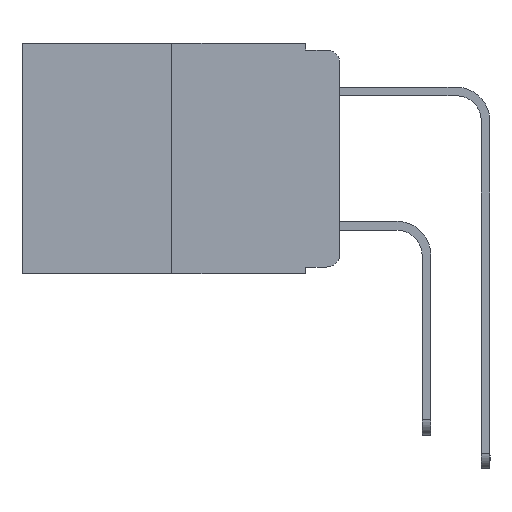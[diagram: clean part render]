
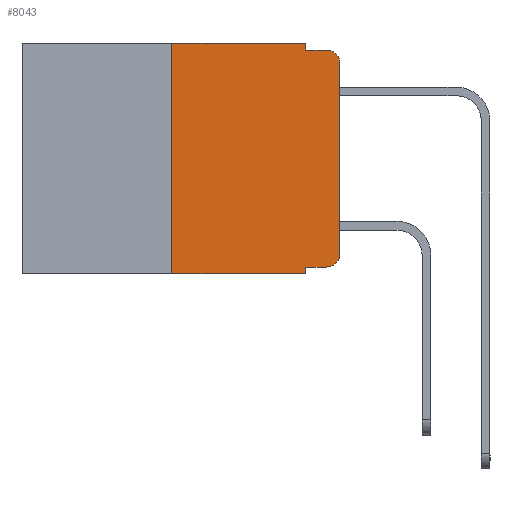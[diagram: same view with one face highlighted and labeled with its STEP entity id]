
A CAD part, left-side view. The second image highlights one B-rep face of the part: STEP entity #8043.
In plain terms, the highlighted planar face has unit normal (-1, 0, 0).
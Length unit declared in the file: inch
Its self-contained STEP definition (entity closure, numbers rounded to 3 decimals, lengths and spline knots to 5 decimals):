
#561 = CARTESIAN_POINT ( 'NONE',  ( 0., 0.25, -0.343 ) ) ;
#741 = DIRECTION ( 'NONE',  ( 1., 0., 0. ) ) ;
#944 = LINE ( 'NONE', #13001, #8745 ) ;
#1044 = DIRECTION ( 'NONE',  ( 0., -1., 0. ) ) ;
#2197 = LINE ( 'NONE', #5381, #2201 ) ;
#2201 = VECTOR ( 'NONE', #17321, 39.37008 ) ;
#2832 = VERTEX_POINT ( 'NONE', #10760 ) ;
#3236 = VERTEX_POINT ( 'NONE', #15483 ) ;
#3417 = ORIENTED_EDGE ( 'NONE', *, *, #19408, .T. ) ;
#3568 = VERTEX_POINT ( 'NONE', #4142 ) ;
#3601 = EDGE_LOOP ( 'NONE', ( #19630, #4428, #17709, #5340, #18959, #14142, #8729, #14766, #12157, #3417 ) ) ;
#3672 = VERTEX_POINT ( 'NONE', #10921 ) ;
#3894 = DIRECTION ( 'NONE',  ( -1., 0., 0. ) ) ;
#4131 = VERTEX_POINT ( 'NONE', #6569 ) ;
#4142 = CARTESIAN_POINT ( 'NONE',  ( 0., 0.02, -0.01 ) ) ;
#4150 = LINE ( 'NONE', #17880, #5757 ) ;
#4403 = VECTOR ( 'NONE', #15049, 39.37008 ) ;
#4418 = EDGE_CURVE ( 'NONE', #13859, #10829, #5649, .T. ) ;
#4428 = ORIENTED_EDGE ( 'NONE', *, *, #18484, .T. ) ;
#5340 = ORIENTED_EDGE ( 'NONE', *, *, #9349, .F. ) ;
#5381 = CARTESIAN_POINT ( 'NONE',  ( 0., 0., 0. ) ) ;
#5563 = CARTESIAN_POINT ( 'NONE',  ( 0., 0.02, -0.313 ) ) ;
#5649 = LINE ( 'NONE', #19380, #8933 ) ;
#5757 = VECTOR ( 'NONE', #11826, 39.37008 ) ;
#6003 = AXIS2_PLACEMENT_3D ( 'NONE', #5563, #3894, #18905 ) ;
#6109 = EDGE_CURVE ( 'NONE', #10829, #13393, #4150, .T. ) ;
#6182 = CARTESIAN_POINT ( 'NONE',  ( 0., 0.051, -0.01 ) ) ;
#6569 = CARTESIAN_POINT ( 'NONE',  ( 0., 0.051, -0.333 ) ) ;
#6771 = CARTESIAN_POINT ( 'NONE',  ( 0., 0.051, 0. ) ) ;
#7125 = VERTEX_POINT ( 'NONE', #6182 ) ;
#7700 = LINE ( 'NONE', #15139, #4403 ) ;
#8043 = ADVANCED_FACE ( 'NONE', ( #10094 ), #9804, .F. ) ;
#8103 = EDGE_CURVE ( 'NONE', #7125, #3568, #7700, .T. ) ;
#8267 = LINE ( 'NONE', #6771, #16380 ) ;
#8357 = DIRECTION ( 'NONE',  ( 0., 0., -1. ) ) ;
#8608 = DIRECTION ( 'NONE',  ( 0., 0., -1. ) ) ;
#8729 = ORIENTED_EDGE ( 'NONE', *, *, #19644, .T. ) ;
#8745 = VECTOR ( 'NONE', #1044, 39.37008 ) ;
#8933 = VECTOR ( 'NONE', #11740, 39.37008 ) ;
#9096 = CARTESIAN_POINT ( 'NONE',  ( 0., 0., -0.313 ) ) ;
#9349 = EDGE_CURVE ( 'NONE', #13393, #7125, #9837, .T. ) ;
#9483 = AXIS2_PLACEMENT_3D ( 'NONE', #11517, #16055, #8608 ) ;
#9804 = PLANE ( 'NONE',  #10607 ) ;
#9837 = LINE ( 'NONE', #11158, #18408 ) ;
#10094 = FACE_OUTER_BOUND ( 'NONE', #3601, .T. ) ;
#10496 = EDGE_CURVE ( 'NONE', #4131, #2832, #15698, .T. ) ;
#10607 = AXIS2_PLACEMENT_3D ( 'NONE', #13269, #741, #16154 ) ;
#10756 = CARTESIAN_POINT ( 'NONE',  ( 0., 0.051, -0.333 ) ) ;
#10760 = CARTESIAN_POINT ( 'NONE',  ( 0., 0.02, -0.333 ) ) ;
#10829 = VERTEX_POINT ( 'NONE', #17887 ) ;
#10921 = CARTESIAN_POINT ( 'NONE',  ( 0., 0.051, -0.343 ) ) ;
#11158 = CARTESIAN_POINT ( 'NONE',  ( 0., 0.051, 0. ) ) ;
#11169 = VECTOR ( 'NONE', #12240, 39.37008 ) ;
#11317 = VERTEX_POINT ( 'NONE', #9096 ) ;
#11517 = CARTESIAN_POINT ( 'NONE',  ( 0., 0.02, -0.03 ) ) ;
#11740 = DIRECTION ( 'NONE',  ( 0., 0., 1. ) ) ;
#11826 = DIRECTION ( 'NONE',  ( 0., -1., 0. ) ) ;
#12157 = ORIENTED_EDGE ( 'NONE', *, *, #10496, .T. ) ;
#12240 = DIRECTION ( 'NONE',  ( 0., -1., 0. ) ) ;
#12391 = CIRCLE ( 'NONE', #6003, 0.02 ) ;
#13001 = CARTESIAN_POINT ( 'NONE',  ( 0., 0.473, -0.343 ) ) ;
#13269 = CARTESIAN_POINT ( 'NONE',  ( 0., 0.473, 0. ) ) ;
#13393 = VERTEX_POINT ( 'NONE', #15432 ) ;
#13859 = VERTEX_POINT ( 'NONE', #561 ) ;
#14142 = ORIENTED_EDGE ( 'NONE', *, *, #4418, .F. ) ;
#14766 = ORIENTED_EDGE ( 'NONE', *, *, #16163, .F. ) ;
#15049 = DIRECTION ( 'NONE',  ( 0., -1., 0. ) ) ;
#15139 = CARTESIAN_POINT ( 'NONE',  ( 0., 0.051, -0.01 ) ) ;
#15432 = CARTESIAN_POINT ( 'NONE',  ( 0., 0.051, 0. ) ) ;
#15483 = CARTESIAN_POINT ( 'NONE',  ( 0., 0., -0.03 ) ) ;
#15698 = LINE ( 'NONE', #10756, #11169 ) ;
#16055 = DIRECTION ( 'NONE',  ( -1., 0., 0. ) ) ;
#16154 = DIRECTION ( 'NONE',  ( 0., 0., -1. ) ) ;
#16163 = EDGE_CURVE ( 'NONE', #4131, #3672, #8267, .T. ) ;
#16380 = VECTOR ( 'NONE', #8357, 39.37008 ) ;
#17206 = DIRECTION ( 'NONE',  ( 0., 0., -1. ) ) ;
#17321 = DIRECTION ( 'NONE',  ( 0., 0., 1. ) ) ;
#17709 = ORIENTED_EDGE ( 'NONE', *, *, #8103, .F. ) ;
#17739 = CIRCLE ( 'NONE', #9483, 0.02 ) ;
#17880 = CARTESIAN_POINT ( 'NONE',  ( 0., 0.473, 0. ) ) ;
#17887 = CARTESIAN_POINT ( 'NONE',  ( 0., 0.25, 0. ) ) ;
#18408 = VECTOR ( 'NONE', #17206, 39.37008 ) ;
#18484 = EDGE_CURVE ( 'NONE', #3236, #3568, #17739, .T. ) ;
#18905 = DIRECTION ( 'NONE',  ( 0., 0., -1. ) ) ;
#18959 = ORIENTED_EDGE ( 'NONE', *, *, #6109, .F. ) ;
#19380 = CARTESIAN_POINT ( 'NONE',  ( 0., 0.25, 0. ) ) ;
#19408 = EDGE_CURVE ( 'NONE', #2832, #11317, #12391, .T. ) ;
#19454 = EDGE_CURVE ( 'NONE', #11317, #3236, #2197, .T. ) ;
#19630 = ORIENTED_EDGE ( 'NONE', *, *, #19454, .T. ) ;
#19644 = EDGE_CURVE ( 'NONE', #13859, #3672, #944, .T. ) ;
